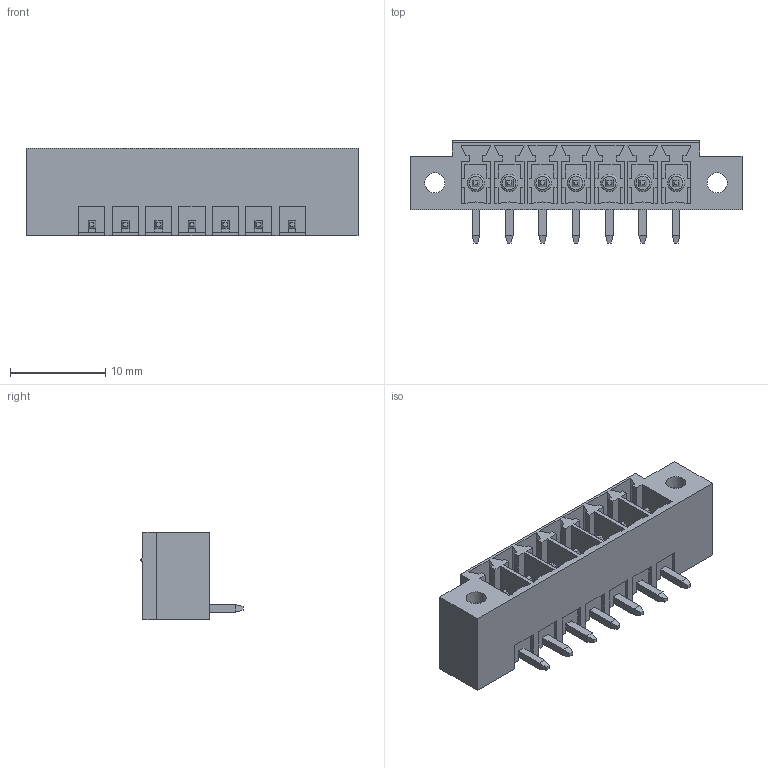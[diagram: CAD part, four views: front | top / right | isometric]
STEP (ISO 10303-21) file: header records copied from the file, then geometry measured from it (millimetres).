
FILE_DESCRIPTION( ( 'Unknown' ), '1' );
FILE_NAME( '691325110007.stp', 'Unknown', ( 'Unknown' ), ( 'Unknown' ), 'PSStep 18.0.17', 'Unknown', ' ' );
FILE_SCHEMA( ( 'AUTOMOTIVE_DESIGN { 1 0 10303 214 1 1 1 1 }' ) );
Length unit declared in the file: millimetre
Products named in the file (4): Assem1; 6913251100xx_INSERT; 6913251100xx_PIN; 691325110007
Assembly tree (10 placements, depth 2):
  Assem1
    6913251100xx_INSERT  x2
    6913251100xx_PIN  x7
    691325110007
Bounding box: 34.8 x 10.7 x 9.2 mm (x, y, z)
Volume: 1125.5 mm3; surface area: 3339.8 mm2
Topology: 10 solids, 10 shells, 456 faces, 1210 edges, 783 vertices
Faces by surface type: plane 419, cylinder 26, torus 11
Full cylindrical faces by diameter (mm): 1.8 x7, 2.121 x4
Entity records: 13789 total; most frequent: CARTESIAN_POINT 2165, ORIENTED_EDGE 1868, DIRECTION 1677, EDGE_CURVE 934, LINE 875, VECTOR 875, VERTEX_POINT 625, AXIS2_PLACEMENT_3D 401
